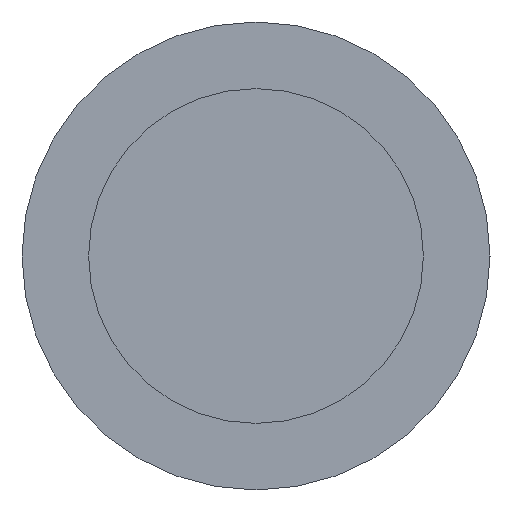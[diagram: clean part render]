
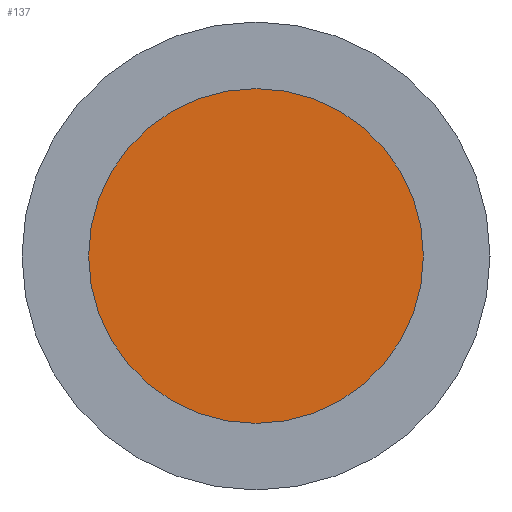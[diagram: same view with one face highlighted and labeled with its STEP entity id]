
A CAD part, left-side view. The second image highlights one B-rep face of the part: STEP entity #137.
In plain terms, the highlighted planar face has unit normal (-1, 0, 0).
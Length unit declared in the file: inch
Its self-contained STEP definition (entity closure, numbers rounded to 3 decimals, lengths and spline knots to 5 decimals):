
#44 = AXIS2_PLACEMENT_3D ( 'NONE', #466, #441, #431 ) ;
#89 = EDGE_CURVE ( 'NONE', #496, #290, #472, .T. ) ;
#111 = PLANE ( 'NONE',  #44 ) ;
#137 = ADVANCED_FACE ( 'NONE', ( #185 ), #111, .F. ) ;
#149 = AXIS2_PLACEMENT_3D ( 'NONE', #176, #514, #424 ) ;
#162 = ORIENTED_EDGE ( 'NONE', *, *, #396, .F. ) ;
#176 = CARTESIAN_POINT ( 'NONE',  ( 0., 0., 0. ) ) ;
#185 = FACE_OUTER_BOUND ( 'NONE', #450, .T. ) ;
#218 = CARTESIAN_POINT ( 'NONE',  ( 0., 0., 0.02575 ) ) ;
#231 = DIRECTION ( 'NONE',  ( 0., 0., -1. ) ) ;
#240 = AXIS2_PLACEMENT_3D ( 'NONE', #477, #315, #231 ) ;
#286 = CARTESIAN_POINT ( 'NONE',  ( 0., 0., -0.02575 ) ) ;
#290 = VERTEX_POINT ( 'NONE', #286 ) ;
#315 = DIRECTION ( 'NONE',  ( 1., 0., 0. ) ) ;
#396 = EDGE_CURVE ( 'NONE', #290, #496, #474, .T. ) ;
#408 = ORIENTED_EDGE ( 'NONE', *, *, #89, .F. ) ;
#424 = DIRECTION ( 'NONE',  ( 0., 0., -1. ) ) ;
#431 = DIRECTION ( 'NONE',  ( 0., 0., -1. ) ) ;
#441 = DIRECTION ( 'NONE',  ( 1., 0., 0. ) ) ;
#450 = EDGE_LOOP ( 'NONE', ( #162, #408 ) ) ;
#466 = CARTESIAN_POINT ( 'NONE',  ( 0., 0., 0. ) ) ;
#472 = CIRCLE ( 'NONE', #240, 0.02575 ) ;
#474 = CIRCLE ( 'NONE', #149, 0.02575 ) ;
#477 = CARTESIAN_POINT ( 'NONE',  ( 0., 0., 0. ) ) ;
#496 = VERTEX_POINT ( 'NONE', #218 ) ;
#514 = DIRECTION ( 'NONE',  ( 1., 0., 0. ) ) ;
